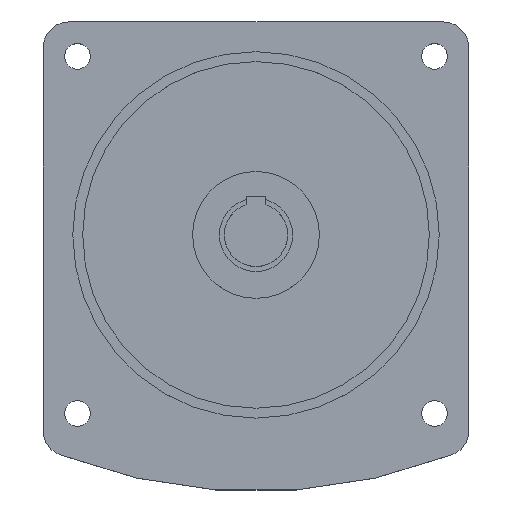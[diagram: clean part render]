
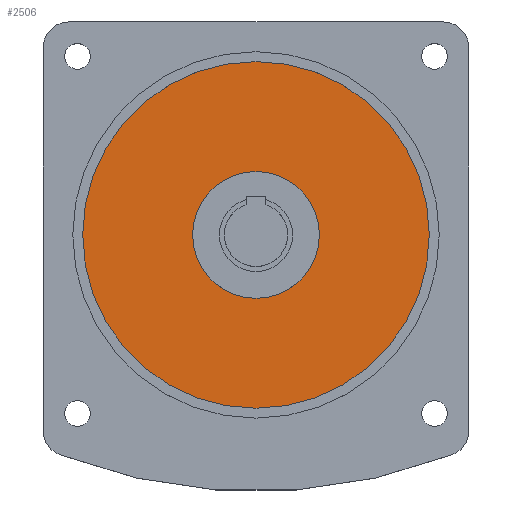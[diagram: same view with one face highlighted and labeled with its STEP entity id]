
A CAD part, top view. The second image highlights one B-rep face of the part: STEP entity #2506.
In plain terms, the highlighted planar face has unit normal (0, 0, 1).
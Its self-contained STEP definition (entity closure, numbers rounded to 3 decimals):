
#91 = EDGE_CURVE ( 'NONE', #2201, #3920, #1087, .T. ) ;
#155 = ORIENTED_EDGE ( 'NONE', *, *, #2741, .F. ) ;
#491 = EDGE_CURVE ( 'NONE', #3920, #2201, #1783, .T. ) ;
#535 = CARTESIAN_POINT ( 'NONE',  ( 32., 0., 0. ) ) ;
#589 = EDGE_LOOP ( 'NONE', ( #155, #2507 ) ) ;
#632 = ORIENTED_EDGE ( 'NONE', *, *, #491, .F. ) ;
#702 = EDGE_LOOP ( 'NONE', ( #632, #1165 ) ) ;
#705 = CARTESIAN_POINT ( 'NONE',  ( 0., 0., 0. ) ) ;
#1019 = CARTESIAN_POINT ( 'NONE',  ( 0., 0., 0. ) ) ;
#1063 = CARTESIAN_POINT ( 'NONE',  ( -32., 0., 0. ) ) ;
#1087 = CIRCLE ( 'NONE', #1579, 87.5 ) ;
#1165 = ORIENTED_EDGE ( 'NONE', *, *, #91, .F. ) ;
#1239 = DIRECTION ( 'NONE',  ( 1., 0., 0. ) ) ;
#1411 = FACE_OUTER_BOUND ( 'NONE', #702, .T. ) ;
#1514 = DIRECTION ( 'NONE',  ( 1., 0., 0. ) ) ;
#1535 = VERTEX_POINT ( 'NONE', #1063 ) ;
#1579 = AXIS2_PLACEMENT_3D ( 'NONE', #3579, #4228, #1514 ) ;
#1696 = AXIS2_PLACEMENT_3D ( 'NONE', #1019, #4133, #4486 ) ;
#1732 = CIRCLE ( 'NONE', #1918, 32. ) ;
#1734 = VERTEX_POINT ( 'NONE', #535 ) ;
#1783 = CIRCLE ( 'NONE', #1696, 87.5 ) ;
#1879 = CARTESIAN_POINT ( 'NONE',  ( 87.5, 0., 0. ) ) ;
#1900 = FACE_BOUND ( 'NONE', #589, .T. ) ;
#1918 = AXIS2_PLACEMENT_3D ( 'NONE', #705, #3475, #3120 ) ;
#2110 = CIRCLE ( 'NONE', #2120, 32. ) ;
#2120 = AXIS2_PLACEMENT_3D ( 'NONE', #2969, #3616, #1239 ) ;
#2201 = VERTEX_POINT ( 'NONE', #1879 ) ;
#2506 = ADVANCED_FACE ( 'NONE', ( #1411, #1900 ), #4380, .T. ) ;
#2507 = ORIENTED_EDGE ( 'NONE', *, *, #3040, .F. ) ;
#2703 = CARTESIAN_POINT ( 'NONE',  ( 0., 144.142, 0. ) ) ;
#2741 = EDGE_CURVE ( 'NONE', #1535, #1734, #1732, .T. ) ;
#2969 = CARTESIAN_POINT ( 'NONE',  ( 0., 0., 0. ) ) ;
#3021 = CARTESIAN_POINT ( 'NONE',  ( -87.5, 0., 0. ) ) ;
#3040 = EDGE_CURVE ( 'NONE', #1734, #1535, #2110, .T. ) ;
#3120 = DIRECTION ( 'NONE',  ( 1., 0., 0. ) ) ;
#3386 = DIRECTION ( 'NONE',  ( 0., 0., 1. ) ) ;
#3475 = DIRECTION ( 'NONE',  ( 0., 0., 1. ) ) ;
#3579 = CARTESIAN_POINT ( 'NONE',  ( 0., 0., 0. ) ) ;
#3616 = DIRECTION ( 'NONE',  ( 0., 0., 1. ) ) ;
#3632 = AXIS2_PLACEMENT_3D ( 'NONE', #2703, #3386, #4420 ) ;
#3920 = VERTEX_POINT ( 'NONE', #3021 ) ;
#4133 = DIRECTION ( 'NONE',  ( 0., 0., -1. ) ) ;
#4228 = DIRECTION ( 'NONE',  ( 0., 0., -1. ) ) ;
#4380 = PLANE ( 'NONE',  #3632 ) ;
#4420 = DIRECTION ( 'NONE',  ( 1., 0., 0. ) ) ;
#4486 = DIRECTION ( 'NONE',  ( 1., 0., 0. ) ) ;
